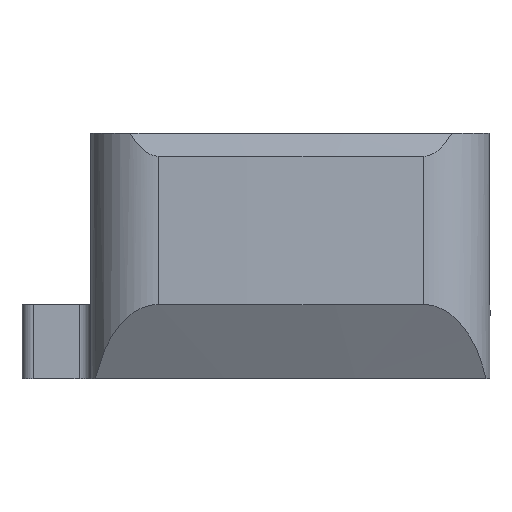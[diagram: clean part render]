
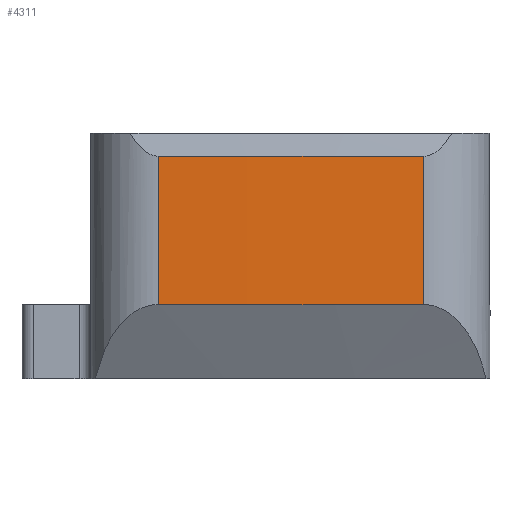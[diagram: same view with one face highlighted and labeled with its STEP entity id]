
A CAD part, front view. The second image highlights one B-rep face of the part: STEP entity #4311.
In plain terms, the highlighted cylindrical face has radius 600 mm (diameter 1200 mm), a partial arc.
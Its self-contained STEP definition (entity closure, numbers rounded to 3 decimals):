
#37 = CARTESIAN_POINT ( 'NONE',  ( -29.056, -6.474, 19.5 ) ) ;
#480 = EDGE_CURVE ( 'NONE', #2404, #6286, #3944, .T. ) ;
#584 = DIRECTION ( 'NONE',  ( 0., 0., -1. ) ) ;
#730 = CARTESIAN_POINT ( 'NONE',  ( -23.5, 593.5, 6.5 ) ) ;
#864 = DIRECTION ( 'NONE',  ( 0., 0., -1. ) ) ;
#1304 = DIRECTION ( 'NONE',  ( -1., 0., 0. ) ) ;
#1524 = ORIENTED_EDGE ( 'NONE', *, *, #480, .T. ) ;
#1678 = VECTOR ( 'NONE', #3394, 1000. ) ;
#1726 = ORIENTED_EDGE ( 'NONE', *, *, #1771, .T. ) ;
#1732 = AXIS2_PLACEMENT_3D ( 'NONE', #5500, #864, #3676 ) ;
#1771 = EDGE_CURVE ( 'NONE', #3459, #2404, #4465, .T. ) ;
#2379 = CARTESIAN_POINT ( 'NONE',  ( -29.056, -6.474, 6.5 ) ) ;
#2404 = VERTEX_POINT ( 'NONE', #2379 ) ;
#2770 = CIRCLE ( 'NONE', #6729, 600. ) ;
#2776 = CARTESIAN_POINT ( 'NONE',  ( -5.823, -6.24, 19.5 ) ) ;
#3231 = LINE ( 'NONE', #7438, #1678 ) ;
#3292 = ORIENTED_EDGE ( 'NONE', *, *, #4133, .T. ) ;
#3394 = DIRECTION ( 'NONE',  ( 0., 0., 1. ) ) ;
#3439 = CARTESIAN_POINT ( 'NONE',  ( -23.5, 593.5, 19.5 ) ) ;
#3459 = VERTEX_POINT ( 'NONE', #37 ) ;
#3676 = DIRECTION ( 'NONE',  ( -1., 0., 0. ) ) ;
#3777 = AXIS2_PLACEMENT_3D ( 'NONE', #730, #4779, #1304 ) ;
#3944 = CIRCLE ( 'NONE', #3777, 600. ) ;
#4021 = DIRECTION ( 'NONE',  ( 1., 0., 0. ) ) ;
#4092 = VECTOR ( 'NONE', #584, 1000. ) ;
#4133 = EDGE_CURVE ( 'NONE', #6286, #6305, #3231, .T. ) ;
#4311 = ADVANCED_FACE ( 'NONE', ( #7292 ), #7108, .T. ) ;
#4465 = LINE ( 'NONE', #5746, #4092 ) ;
#4779 = DIRECTION ( 'NONE',  ( 0., 0., 1. ) ) ;
#5087 = CARTESIAN_POINT ( 'NONE',  ( -5.823, -6.24, 6.5 ) ) ;
#5500 = CARTESIAN_POINT ( 'NONE',  ( -23.5, 593.5, 21.5 ) ) ;
#5746 = CARTESIAN_POINT ( 'NONE',  ( -29.056, -6.474, 21.5 ) ) ;
#6286 = VERTEX_POINT ( 'NONE', #5087 ) ;
#6305 = VERTEX_POINT ( 'NONE', #2776 ) ;
#6429 = EDGE_LOOP ( 'NONE', ( #3292, #7246, #1726, #1524 ) ) ;
#6729 = AXIS2_PLACEMENT_3D ( 'NONE', #3439, #7483, #4021 ) ;
#7108 = CYLINDRICAL_SURFACE ( 'NONE', #1732, 600. ) ;
#7246 = ORIENTED_EDGE ( 'NONE', *, *, #7501, .T. ) ;
#7292 = FACE_OUTER_BOUND ( 'NONE', #6429, .T. ) ;
#7438 = CARTESIAN_POINT ( 'NONE',  ( -5.823, -6.24, 21.5 ) ) ;
#7483 = DIRECTION ( 'NONE',  ( 0., 0., -1. ) ) ;
#7501 = EDGE_CURVE ( 'NONE', #6305, #3459, #2770, .T. ) ;
